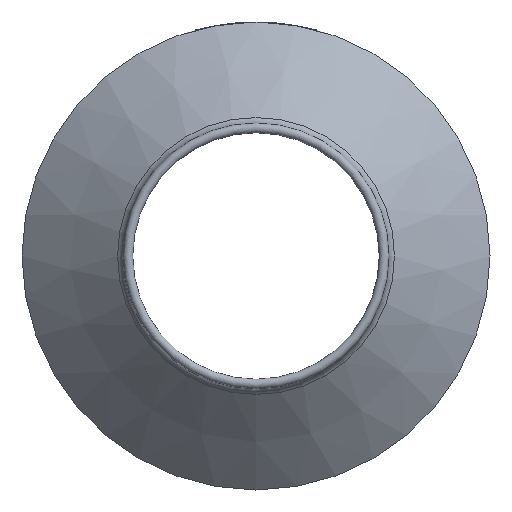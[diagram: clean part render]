
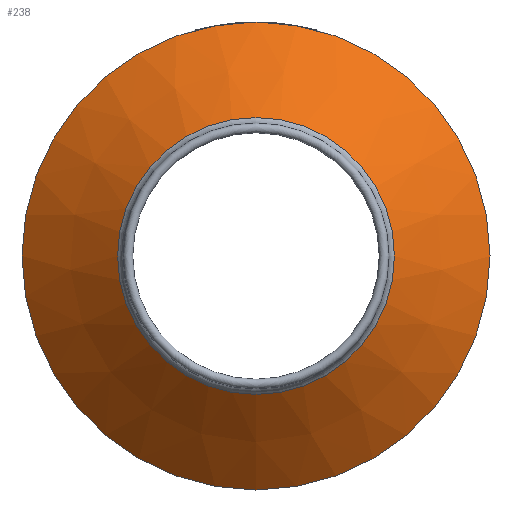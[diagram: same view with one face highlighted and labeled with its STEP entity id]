
A CAD part, front view. The second image highlights one B-rep face of the part: STEP entity #238.
In plain terms, the highlighted conical face has half-angle 48.63 degrees and reference radius 56.593 mm.
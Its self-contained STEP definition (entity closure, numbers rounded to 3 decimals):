
#30=LINE('',#416,#45);
#45=VECTOR('',#340,56.593);
#58=CONICAL_SURFACE('',#283,56.593,0.849);
#65=FACE_OUTER_BOUND('',#81,.T.);
#81=EDGE_LOOP('',(#184,#185,#186,#187));
#101=CIRCLE('',#280,42.695);
#103=CIRCLE('',#284,72.185);
#117=VERTEX_POINT('',#406);
#119=VERTEX_POINT('',#414);
#140=EDGE_CURVE('',#117,#117,#101,.T.);
#143=EDGE_CURVE('',#119,#119,#103,.T.);
#144=EDGE_CURVE('',#119,#117,#30,.T.);
#184=ORIENTED_EDGE('',*,*,#143,.F.);
#185=ORIENTED_EDGE('',*,*,#144,.T.);
#186=ORIENTED_EDGE('',*,*,#140,.F.);
#187=ORIENTED_EDGE('',*,*,#144,.F.);
#238=ADVANCED_FACE('',(#65),#58,.T.);
#280=AXIS2_PLACEMENT_3D('',#408,#329,#330);
#283=AXIS2_PLACEMENT_3D('',#413,#336,#337);
#284=AXIS2_PLACEMENT_3D('',#415,#338,#339);
#329=DIRECTION('center_axis',(0.,-1.,0.));
#330=DIRECTION('ref_axis',(0.,0.,-1.));
#336=DIRECTION('center_axis',(0.,1.,0.));
#337=DIRECTION('ref_axis',(0.,0.,1.));
#338=DIRECTION('center_axis',(0.,1.,0.));
#339=DIRECTION('ref_axis',(1.,0.,0.));
#340=DIRECTION('',(0.,-0.661,0.75));
#406=CARTESIAN_POINT('',(0.,-62.139,-42.695));
#408=CARTESIAN_POINT('Origin',(0.,-62.139,
0.));
#413=CARTESIAN_POINT('Origin',(0.,-49.9,0.));
#414=CARTESIAN_POINT('',(0.,-36.168,-72.185));
#415=CARTESIAN_POINT('Origin',(0.,-36.168,0.));
#416=CARTESIAN_POINT('',(0.,-49.9,-56.593));
